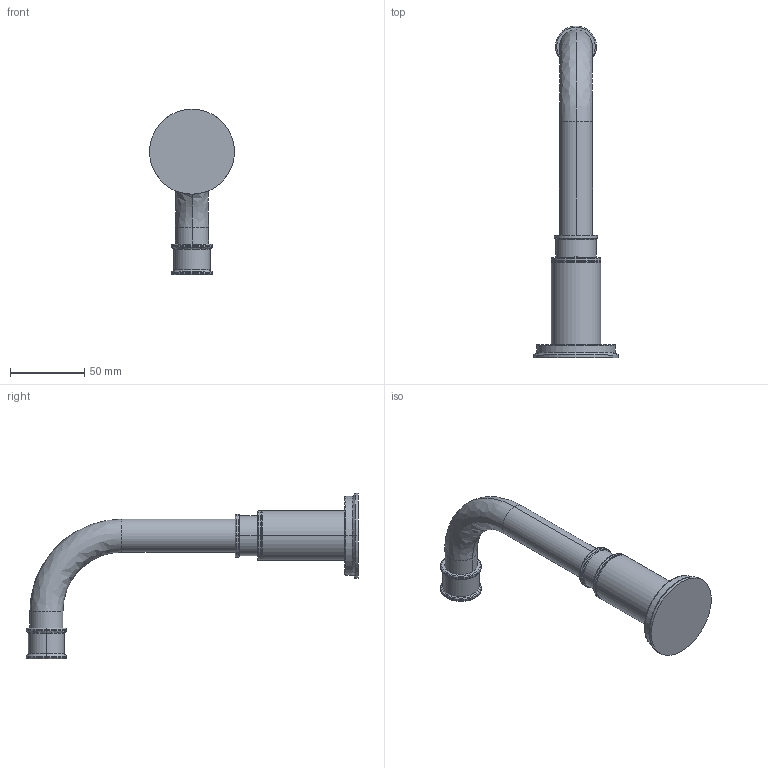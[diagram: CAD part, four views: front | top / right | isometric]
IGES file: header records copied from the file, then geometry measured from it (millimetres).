
Start section:  PTC IGES file: 3-643.igs
Global section: file name: 3-643.igs; native system: Creo Parametric by PTC Inc.; preprocessor: 2019352; author: rsmith; organization: Unknown; date: 20220907.141031; units: inch
Bounding box: 57.15 x 223.27 x 111.38 mm (x, y, z)
Surface area: 28080.1 mm2 (no closed solid volume)
Topology: 0 solids, 0 shells, 153 faces, 752 edges, 752 vertices
Faces by surface type: revolution 94, bspline 59
